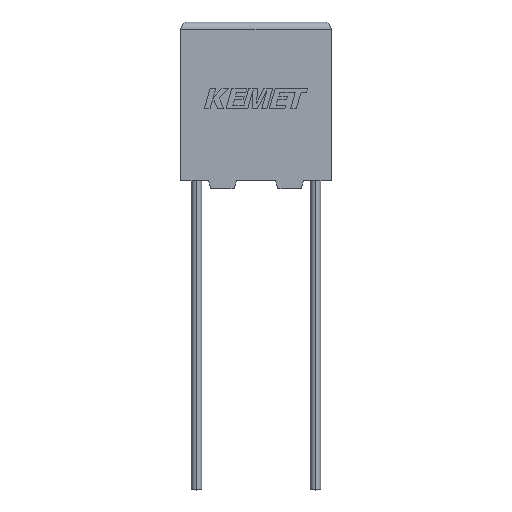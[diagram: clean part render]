
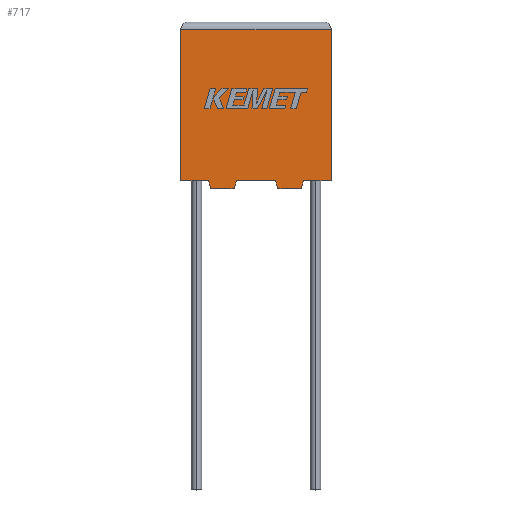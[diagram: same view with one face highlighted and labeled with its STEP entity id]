
A CAD part, top view. The second image highlights one B-rep face of the part: STEP entity #717.
In plain terms, the highlighted planar face has unit normal (0, 0, 1).
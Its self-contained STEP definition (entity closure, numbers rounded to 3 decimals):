
#10 = DIRECTION ( 'NONE',  ( -1., 0., 0. ) ) ;
#25 = CARTESIAN_POINT ( 'NONE',  ( 5.986, 0., 4.5 ) ) ;
#43 = CARTESIAN_POINT ( 'NONE',  ( 1.76, 0., 4.5 ) ) ;
#88 = ORIENTED_EDGE ( 'NONE', *, *, #2951, .T. ) ;
#113 = CARTESIAN_POINT ( 'NONE',  ( 1.76, 0., 4.5 ) ) ;
#152 = CARTESIAN_POINT ( 'NONE',  ( 3.364, -0.5, 4.5 ) ) ;
#153 = CARTESIAN_POINT ( 'NONE',  ( 1.91, -0.5, 4.5 ) ) ;
#185 = CARTESIAN_POINT ( 'NONE',  ( 9.5, 0., 4.5 ) ) ;
#216 = DIRECTION ( 'NONE',  ( -0.287, -0.958, 0. ) ) ;
#222 = ORIENTED_EDGE ( 'NONE', *, *, #1673, .F. ) ;
#242 = LINE ( 'NONE', #2493, #2435 ) ;
#297 = CARTESIAN_POINT ( 'NONE',  ( 0., 9.5, 4.5 ) ) ;
#320 = EDGE_CURVE ( 'NONE', #2942, #1395, #2438, .T. ) ;
#343 = VERTEX_POINT ( 'NONE', #1504 ) ;
#421 = PLANE ( 'NONE',  #2733 ) ;
#453 = CARTESIAN_POINT ( 'NONE',  ( 7.74, 0., 4.5 ) ) ;
#464 = ORIENTED_EDGE ( 'NONE', *, *, #1236, .F. ) ;
#488 = LINE ( 'NONE', #453, #1916 ) ;
#617 = CARTESIAN_POINT ( 'NONE',  ( 7.74, 0., 4.5 ) ) ;
#626 = VERTEX_POINT ( 'NONE', #617 ) ;
#632 = VECTOR ( 'NONE', #1060, 1000. ) ;
#672 = EDGE_CURVE ( 'NONE', #626, #2942, #3202, .T. ) ;
#717 = ADVANCED_FACE ( 'NONE', ( #1022 ), #421, .F. ) ;
#740 = VERTEX_POINT ( 'NONE', #1506 ) ;
#775 = ORIENTED_EDGE ( 'NONE', *, *, #320, .T. ) ;
#808 = EDGE_CURVE ( 'NONE', #2597, #1081, #2434, .T. ) ;
#811 = CARTESIAN_POINT ( 'NONE',  ( 0., 9.5, 4.5 ) ) ;
#885 = DIRECTION ( 'NONE',  ( -1., 0., 0. ) ) ;
#930 = DIRECTION ( 'NONE',  ( -1., 0., 0. ) ) ;
#1005 = ORIENTED_EDGE ( 'NONE', *, *, #3227, .T. ) ;
#1022 = FACE_OUTER_BOUND ( 'NONE', #2916, .T. ) ;
#1060 = DIRECTION ( 'NONE',  ( 1., 0., 0. ) ) ;
#1081 = VERTEX_POINT ( 'NONE', #43 ) ;
#1107 = CARTESIAN_POINT ( 'NONE',  ( 6.136, -0.5, 4.5 ) ) ;
#1168 = LINE ( 'NONE', #113, #2974 ) ;
#1182 = LINE ( 'NONE', #2547, #632 ) ;
#1236 = EDGE_CURVE ( 'NONE', #343, #3150, #1978, .T. ) ;
#1314 = EDGE_CURVE ( 'NONE', #1081, #2626, #1168, .T. ) ;
#1332 = DIRECTION ( 'NONE',  ( -0.287, 0.958, 0. ) ) ;
#1340 = ORIENTED_EDGE ( 'NONE', *, *, #1948, .T. ) ;
#1348 = DIRECTION ( 'NONE',  ( 0., -1., 0. ) ) ;
#1351 = CARTESIAN_POINT ( 'NONE',  ( 3.364, -0.5, 4.5 ) ) ;
#1382 = EDGE_CURVE ( 'NONE', #1707, #2597, #2310, .T. ) ;
#1395 = VERTEX_POINT ( 'NONE', #2309 ) ;
#1433 = VECTOR ( 'NONE', #2199, 1000. ) ;
#1485 = ORIENTED_EDGE ( 'NONE', *, *, #672, .T. ) ;
#1504 = CARTESIAN_POINT ( 'NONE',  ( 6.136, -0.5, 4.5 ) ) ;
#1506 = CARTESIAN_POINT ( 'NONE',  ( 3.514, 0., 4.5 ) ) ;
#1587 = CARTESIAN_POINT ( 'NONE',  ( 1.91, -0.5, 4.5 ) ) ;
#1673 = EDGE_CURVE ( 'NONE', #2081, #343, #242, .T. ) ;
#1707 = VERTEX_POINT ( 'NONE', #811 ) ;
#1722 = VECTOR ( 'NONE', #2953, 1000. ) ;
#1750 = EDGE_CURVE ( 'NONE', #626, #2081, #488, .T. ) ;
#1820 = DIRECTION ( 'NONE',  ( 0.287, 0.958, 0. ) ) ;
#1826 = VECTOR ( 'NONE', #885, 1000. ) ;
#1833 = CARTESIAN_POINT ( 'NONE',  ( 7.59, -0.5, 4.5 ) ) ;
#1916 = VECTOR ( 'NONE', #216, 1000. ) ;
#1948 = EDGE_CURVE ( 'NONE', #2626, #2372, #2573, .T. ) ;
#1978 = LINE ( 'NONE', #1107, #2461 ) ;
#2061 = ORIENTED_EDGE ( 'NONE', *, *, #1314, .T. ) ;
#2081 = VERTEX_POINT ( 'NONE', #1833 ) ;
#2174 = DIRECTION ( 'NONE',  ( 0., 0., -1. ) ) ;
#2199 = DIRECTION ( 'NONE',  ( 0., 1., 0. ) ) ;
#2280 = ORIENTED_EDGE ( 'NONE', *, *, #808, .T. ) ;
#2309 = CARTESIAN_POINT ( 'NONE',  ( 9.5, 9.5, 4.5 ) ) ;
#2310 = LINE ( 'NONE', #2824, #2632 ) ;
#2372 = VERTEX_POINT ( 'NONE', #152 ) ;
#2434 = LINE ( 'NONE', #2960, #1722 ) ;
#2435 = VECTOR ( 'NONE', #10, 1000. ) ;
#2438 = LINE ( 'NONE', #185, #1433 ) ;
#2461 = VECTOR ( 'NONE', #1332, 1000. ) ;
#2493 = CARTESIAN_POINT ( 'NONE',  ( 7.59, -0.5, 4.5 ) ) ;
#2501 = VECTOR ( 'NONE', #3027, 1000. ) ;
#2509 = VECTOR ( 'NONE', #2681, 1000. ) ;
#2547 = CARTESIAN_POINT ( 'NONE',  ( 0., 0., 4.5 ) ) ;
#2573 = LINE ( 'NONE', #1587, #2501 ) ;
#2597 = VERTEX_POINT ( 'NONE', #2894 ) ;
#2626 = VERTEX_POINT ( 'NONE', #153 ) ;
#2632 = VECTOR ( 'NONE', #1348, 1000. ) ;
#2681 = DIRECTION ( 'NONE',  ( 1., 0., 0. ) ) ;
#2733 = AXIS2_PLACEMENT_3D ( 'NONE', #3163, #2174, #930 ) ;
#2747 = ORIENTED_EDGE ( 'NONE', *, *, #1382, .T. ) ;
#2801 = LINE ( 'NONE', #1351, #2955 ) ;
#2824 = CARTESIAN_POINT ( 'NONE',  ( 0., 0., 4.5 ) ) ;
#2843 = CARTESIAN_POINT ( 'NONE',  ( 9.5, 0., 4.5 ) ) ;
#2850 = EDGE_CURVE ( 'NONE', #1395, #1707, #3158, .T. ) ;
#2878 = ORIENTED_EDGE ( 'NONE', *, *, #1750, .F. ) ;
#2894 = CARTESIAN_POINT ( 'NONE',  ( 0., 0., 4.5 ) ) ;
#2916 = EDGE_LOOP ( 'NONE', ( #775, #3035, #2747, #2280, #2061, #1340, #88, #1005, #464, #222, #2878, #1485 ) ) ;
#2942 = VERTEX_POINT ( 'NONE', #2843 ) ;
#2951 = EDGE_CURVE ( 'NONE', #2372, #740, #2801, .T. ) ;
#2953 = DIRECTION ( 'NONE',  ( 1., 0., 0. ) ) ;
#2955 = VECTOR ( 'NONE', #1820, 1000. ) ;
#2960 = CARTESIAN_POINT ( 'NONE',  ( 0., 0., 4.5 ) ) ;
#2974 = VECTOR ( 'NONE', #3048, 1000. ) ;
#3027 = DIRECTION ( 'NONE',  ( 1., 0., 0. ) ) ;
#3035 = ORIENTED_EDGE ( 'NONE', *, *, #2850, .T. ) ;
#3048 = DIRECTION ( 'NONE',  ( 0.287, -0.958, 0. ) ) ;
#3140 = CARTESIAN_POINT ( 'NONE',  ( 0., 0., 4.5 ) ) ;
#3150 = VERTEX_POINT ( 'NONE', #25 ) ;
#3158 = LINE ( 'NONE', #297, #1826 ) ;
#3163 = CARTESIAN_POINT ( 'NONE',  ( 0., 0., 4.5 ) ) ;
#3202 = LINE ( 'NONE', #3140, #2509 ) ;
#3227 = EDGE_CURVE ( 'NONE', #740, #3150, #1182, .T. ) ;
